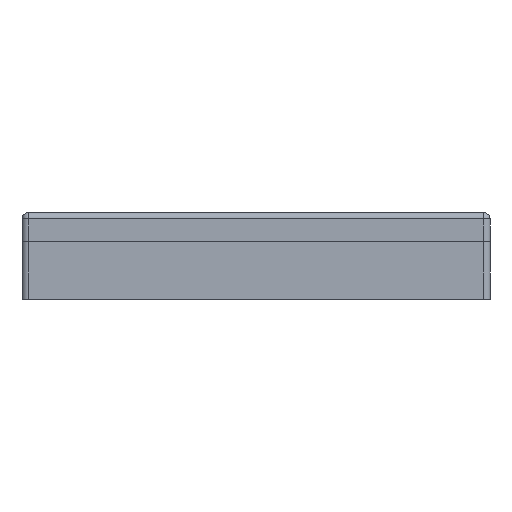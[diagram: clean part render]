
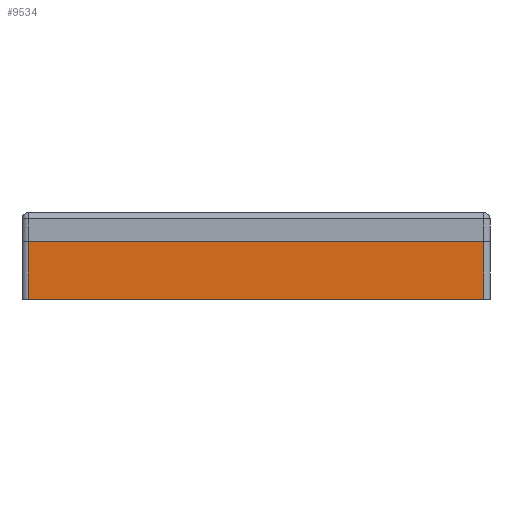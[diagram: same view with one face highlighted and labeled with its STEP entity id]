
A CAD part, front view. The second image highlights one B-rep face of the part: STEP entity #9534.
In plain terms, the highlighted planar face has unit normal (0, -1, 0).
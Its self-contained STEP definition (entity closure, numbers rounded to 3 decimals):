
#1506=FACE_OUTER_BOUND('',#2055,.T.);
#2055=EDGE_LOOP('',(#8683,#8684,#8685,#8686));
#2807=LINE('',#19068,#3584);
#2813=LINE('',#19085,#3590);
#2814=LINE('',#19088,#3591);
#2815=LINE('',#19089,#3592);
#3584=VECTOR('',#10870,10.);
#3590=VECTOR('',#10888,10.);
#3591=VECTOR('',#10891,10.);
#3592=VECTOR('',#10892,10.);
#4548=VERTEX_POINT('',#19065);
#4549=VERTEX_POINT('',#19067);
#4554=VERTEX_POINT('',#19083);
#4555=VERTEX_POINT('',#19087);
#5933=EDGE_CURVE('',#4548,#4549,#2807,.T.);
#5942=EDGE_CURVE('',#4554,#4548,#2813,.T.);
#5943=EDGE_CURVE('',#4555,#4554,#2814,.T.);
#5944=EDGE_CURVE('',#4549,#4555,#2815,.T.);
#8683=ORIENTED_EDGE('',*,*,#5942,.F.);
#8684=ORIENTED_EDGE('',*,*,#5943,.F.);
#8685=ORIENTED_EDGE('',*,*,#5944,.F.);
#8686=ORIENTED_EDGE('',*,*,#5933,.F.);
#9032=PLANE('',#9762);
#9534=ADVANCED_FACE('',(#1506),#9032,.T.);
#9762=AXIS2_PLACEMENT_3D('',#19086,#10889,#10890);
#10870=DIRECTION('',(1.,0.,0.));
#10888=DIRECTION('',(0.,0.,1.));
#10889=DIRECTION('center_axis',(0.,-1.,0.));
#10890=DIRECTION('ref_axis',(-1.,0.,0.));
#10891=DIRECTION('',(-1.,0.,0.));
#10892=DIRECTION('',(0.,0.,-1.));
#19065=CARTESIAN_POINT('',(-29.525,-181.53,12.5));
#19067=CARTESIAN_POINT('',(80.64,-181.53,12.5));
#19068=CARTESIAN_POINT('',(-31.025,-181.53,12.5));
#19083=CARTESIAN_POINT('',(-29.525,-181.53,-1.5));
#19085=CARTESIAN_POINT('',(-29.525,-181.53,0.));
#19086=CARTESIAN_POINT('Origin',(82.14,-181.53,0.));
#19087=CARTESIAN_POINT('',(80.64,-181.53,-1.5));
#19088=CARTESIAN_POINT('',(-31.025,-181.53,-1.5));
#19089=CARTESIAN_POINT('',(80.64,-181.53,0.));
